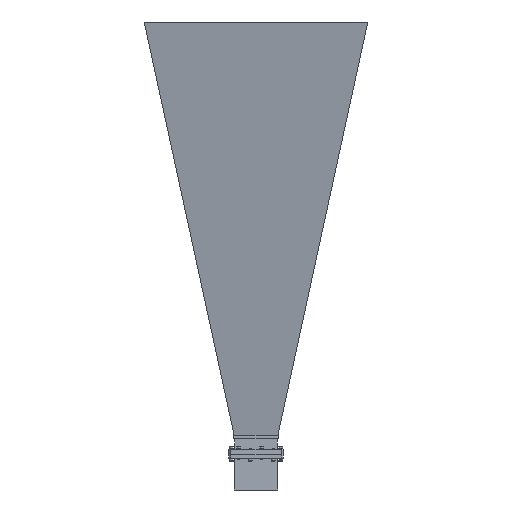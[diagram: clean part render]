
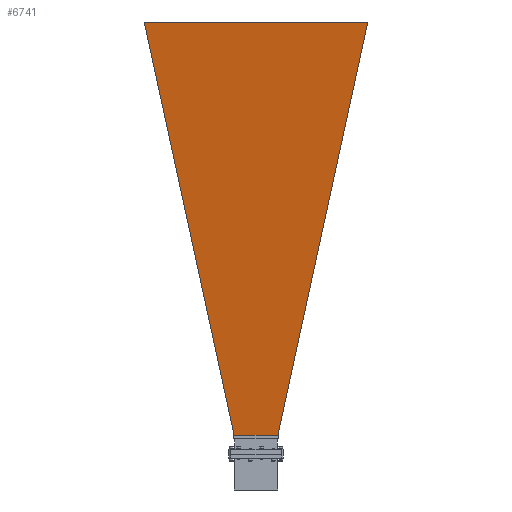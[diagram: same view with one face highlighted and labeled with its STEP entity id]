
A CAD part, front view. The second image highlights one B-rep face of the part: STEP entity #6741.
In plain terms, the highlighted face is planar.
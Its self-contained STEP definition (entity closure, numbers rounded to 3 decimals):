
#361 = EDGE_LOOP ( 'NONE', ( #2426, #9330, #9091, #5157 ) ) ;
#419 = LINE ( 'NONE', #3703, #1573 ) ;
#598 = CARTESIAN_POINT ( 'NONE',  ( -881.82, 749.3, 137.871 ) ) ;
#1538 = VECTOR ( 'NONE', #5066, 1000. ) ;
#1573 = VECTOR ( 'NONE', #9092, 1000. ) ;
#1958 = EDGE_CURVE ( 'NONE', #7801, #5982, #419, .T. ) ;
#2426 = ORIENTED_EDGE ( 'NONE', *, *, #9725, .F. ) ;
#2617 = CARTESIAN_POINT ( 'NONE',  ( 200.863, 749.3, 137.871 ) ) ;
#2718 = CARTESIAN_POINT ( 'NONE',  ( 0., 6.35, 18.901 ) ) ;
#3404 = CARTESIAN_POINT ( 'NONE',  ( 39.164, 6.35, 18.901 ) ) ;
#3570 = VERTEX_POINT ( 'NONE', #3404 ) ;
#3703 = CARTESIAN_POINT ( 'NONE',  ( -76.298, 176.97, 46.223 ) ) ;
#4165 = EDGE_CURVE ( 'NONE', #7801, #10351, #5498, .T. ) ;
#4501 = CARTESIAN_POINT ( 'NONE',  ( -881.82, 6.035, 18.85 ) ) ;
#5066 = DIRECTION ( 'NONE',  ( -0.21, -0.965, -0.155 ) ) ;
#5157 = ORIENTED_EDGE ( 'NONE', *, *, #1958, .T. ) ;
#5376 = CARTESIAN_POINT ( 'NONE',  ( -39.164, 6.35, 18.901 ) ) ;
#5498 = LINE ( 'NONE', #598, #5875 ) ;
#5796 = VECTOR ( 'NONE', #6624, 1000. ) ;
#5875 = VECTOR ( 'NONE', #8693, 1000. ) ;
#5982 = VERTEX_POINT ( 'NONE', #5376 ) ;
#6014 = DIRECTION ( 'NONE',  ( 0., -0.987, -0.158 ) ) ;
#6624 = DIRECTION ( 'NONE',  ( -1., 0., 0. ) ) ;
#6638 = LINE ( 'NONE', #9018, #1538 ) ;
#6741 = ADVANCED_FACE ( 'NONE', ( #7783 ), #9984, .T. ) ;
#7114 = EDGE_CURVE ( 'NONE', #10351, #3570, #6638, .T. ) ;
#7683 = DIRECTION ( 'NONE',  ( 0., -0.158, 0.987 ) ) ;
#7783 = FACE_OUTER_BOUND ( 'NONE', #361, .T. ) ;
#7801 = VERTEX_POINT ( 'NONE', #9295 ) ;
#8258 = AXIS2_PLACEMENT_3D ( 'NONE', #4501, #7683, #6014 ) ;
#8284 = LINE ( 'NONE', #2718, #5796 ) ;
#8693 = DIRECTION ( 'NONE',  ( 1., 0., 0. ) ) ;
#9018 = CARTESIAN_POINT ( 'NONE',  ( 76.298, 176.97, 46.223 ) ) ;
#9091 = ORIENTED_EDGE ( 'NONE', *, *, #4165, .F. ) ;
#9092 = DIRECTION ( 'NONE',  ( 0.21, -0.965, -0.155 ) ) ;
#9295 = CARTESIAN_POINT ( 'NONE',  ( -200.863, 749.3, 137.871 ) ) ;
#9330 = ORIENTED_EDGE ( 'NONE', *, *, #7114, .F. ) ;
#9725 = EDGE_CURVE ( 'NONE', #3570, #5982, #8284, .T. ) ;
#9984 = PLANE ( 'NONE',  #8258 ) ;
#10351 = VERTEX_POINT ( 'NONE', #2617 ) ;
